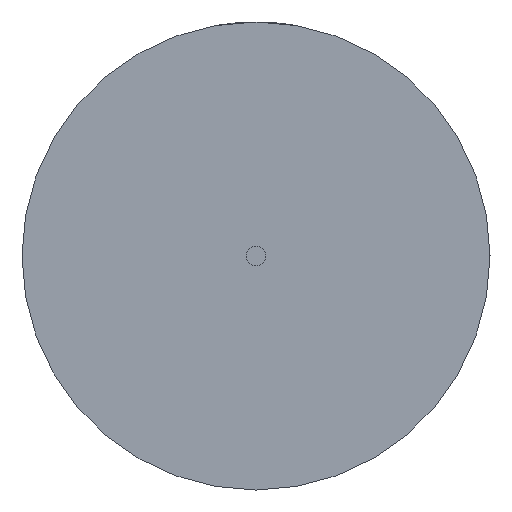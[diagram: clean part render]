
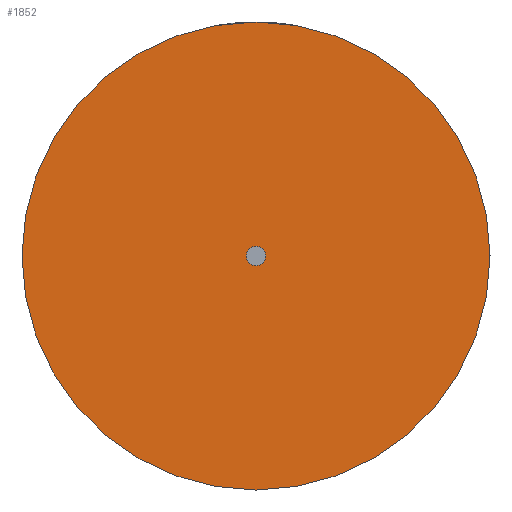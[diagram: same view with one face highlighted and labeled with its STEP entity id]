
A CAD part, left-side view. The second image highlights one B-rep face of the part: STEP entity #1852.
In plain terms, the highlighted planar face has unit normal (-1, 0, 0).
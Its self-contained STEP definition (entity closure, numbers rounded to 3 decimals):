
#13 = AXIS2_PLACEMENT_3D ( 'NONE', #3071, #1056, #2791 ) ;
#14 = CARTESIAN_POINT ( 'NONE',  ( -0.005, 0., -0.6 ) ) ;
#259 = CARTESIAN_POINT ( 'NONE',  ( -0.005, 0., 0. ) ) ;
#416 = CARTESIAN_POINT ( 'NONE',  ( -0.005, 0., 0.6 ) ) ;
#438 = AXIS2_PLACEMENT_3D ( 'NONE', #2311, #1309, #1040 ) ;
#488 = VERTEX_POINT ( 'NONE', #1206 ) ;
#506 = DIRECTION ( 'NONE',  ( -1., 0., 0. ) ) ;
#685 = VERTEX_POINT ( 'NONE', #1159 ) ;
#777 = EDGE_CURVE ( 'NONE', #1714, #2177, #1987, .T. ) ;
#800 = EDGE_CURVE ( 'NONE', #685, #488, #1004, .T. ) ;
#1004 = CIRCLE ( 'NONE', #1440, 14.5 ) ;
#1040 = DIRECTION ( 'NONE',  ( 0., 0., 1. ) ) ;
#1042 = DIRECTION ( 'NONE',  ( 0., 0., 1. ) ) ;
#1052 = FACE_OUTER_BOUND ( 'NONE', #2600, .T. ) ;
#1056 = DIRECTION ( 'NONE',  ( -1., 0., 0. ) ) ;
#1068 = CARTESIAN_POINT ( 'NONE',  ( -0.005, 0., 0. ) ) ;
#1108 = ORIENTED_EDGE ( 'NONE', *, *, #777, .F. ) ;
#1159 = CARTESIAN_POINT ( 'NONE',  ( -0.005, 0., -14.5 ) ) ;
#1206 = CARTESIAN_POINT ( 'NONE',  ( -0.005, 0., 14.5 ) ) ;
#1218 = FACE_BOUND ( 'NONE', #1630, .T. ) ;
#1309 = DIRECTION ( 'NONE',  ( -1., 0., 0. ) ) ;
#1364 = CIRCLE ( 'NONE', #438, 14.5 ) ;
#1421 = DIRECTION ( 'NONE',  ( -1., 0., 0. ) ) ;
#1440 = AXIS2_PLACEMENT_3D ( 'NONE', #2170, #1421, #3140 ) ;
#1541 = AXIS2_PLACEMENT_3D ( 'NONE', #1068, #3022, #1796 ) ;
#1630 = EDGE_LOOP ( 'NONE', ( #1108, #2877 ) ) ;
#1714 = VERTEX_POINT ( 'NONE', #14 ) ;
#1726 = ORIENTED_EDGE ( 'NONE', *, *, #2341, .T. ) ;
#1796 = DIRECTION ( 'NONE',  ( 0., 0., 1. ) ) ;
#1852 = ADVANCED_FACE ( 'NONE', ( #1052, #1218 ), #3058, .T. ) ;
#1987 = CIRCLE ( 'NONE', #3097, 0.6 ) ;
#2170 = CARTESIAN_POINT ( 'NONE',  ( -0.005, 0., 0. ) ) ;
#2177 = VERTEX_POINT ( 'NONE', #416 ) ;
#2311 = CARTESIAN_POINT ( 'NONE',  ( -0.005, 0., 0. ) ) ;
#2341 = EDGE_CURVE ( 'NONE', #488, #685, #1364, .T. ) ;
#2379 = EDGE_CURVE ( 'NONE', #2177, #1714, #2603, .T. ) ;
#2397 = ORIENTED_EDGE ( 'NONE', *, *, #800, .T. ) ;
#2600 = EDGE_LOOP ( 'NONE', ( #2397, #1726 ) ) ;
#2603 = CIRCLE ( 'NONE', #1541, 0.6 ) ;
#2791 = DIRECTION ( 'NONE',  ( 0., 0., 1. ) ) ;
#2877 = ORIENTED_EDGE ( 'NONE', *, *, #2379, .F. ) ;
#3022 = DIRECTION ( 'NONE',  ( -1., 0., 0. ) ) ;
#3058 = PLANE ( 'NONE',  #13 ) ;
#3071 = CARTESIAN_POINT ( 'NONE',  ( -0.005, 0., 0. ) ) ;
#3097 = AXIS2_PLACEMENT_3D ( 'NONE', #259, #506, #1042 ) ;
#3140 = DIRECTION ( 'NONE',  ( 0., 0., 1. ) ) ;
